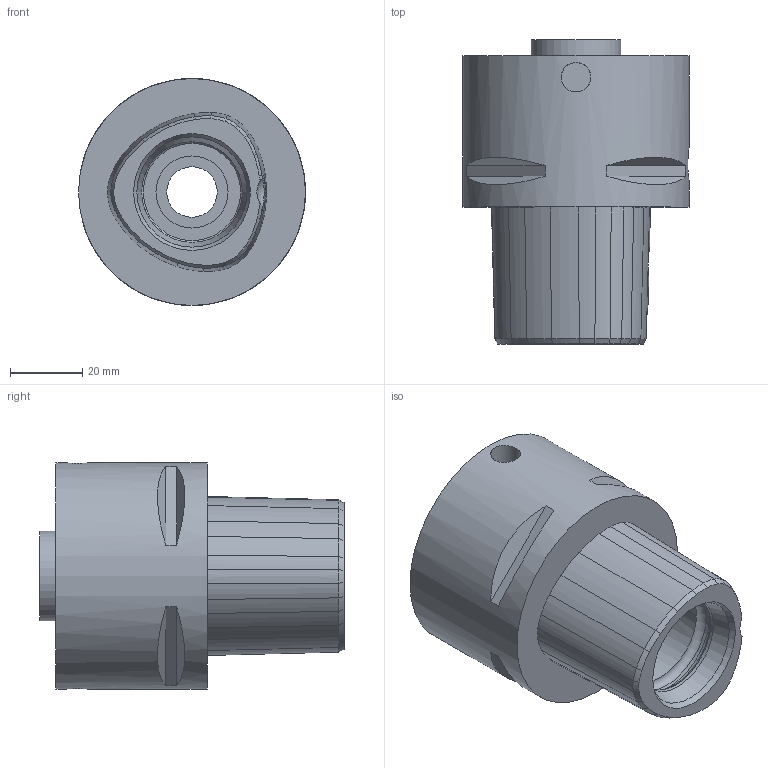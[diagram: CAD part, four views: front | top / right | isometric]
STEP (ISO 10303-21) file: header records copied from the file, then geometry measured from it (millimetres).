
FILE_DESCRIPTION(/* description */ (''),/* implementation_level */ '2;1');
FILE_NAME(/* name */ '10001173349nxv000_00_214.stp',/* time_stamp */ '2023-03-29T09:55:14+02:00',/* author */ (''),/* organization */ (''),/* preprocessor_version */ 'ST-DEVELOPER v18.1',/* originating_system */ 'SIEMENS PLM Software NX 2000',/* authorisation */ '');
FILE_SCHEMA (('AUTOMOTIVE_DESIGN { 1 0 10303 214 3 1 1 1 }'));
Length unit declared in the file: millimetre
Products named in the file (1): 10001173349nxv000_00
Bounding box: 63 x 84.4 x 63 mm (x, y, z)
Volume: 151156.1 mm3; surface area: 26412.3 mm2
Topology: 1 solids, 1 shells, 97 faces, 230 edges, 143 vertices
Faces by surface type: cone 54, plane 23, cylinder 16, torus 2, sphere 1, bspline 1
Full cylindrical faces by diameter (mm): 8.1 x2, 8.2 x2, 10.045 x1, 14 x1, 19 x1, 20 x1, 20.06 x1, 21 x1, 24.9 x1, 28 x2, 32 x1, 63 x1
Entity records: 2975 total; most frequent: CARTESIAN_POINT 834, DIRECTION 480, ORIENTED_EDGE 382, AXIS2_PLACEMENT_3D 208, EDGE_CURVE 191, EDGE_LOOP 135, VERTEX_POINT 131, CIRCLE 103
